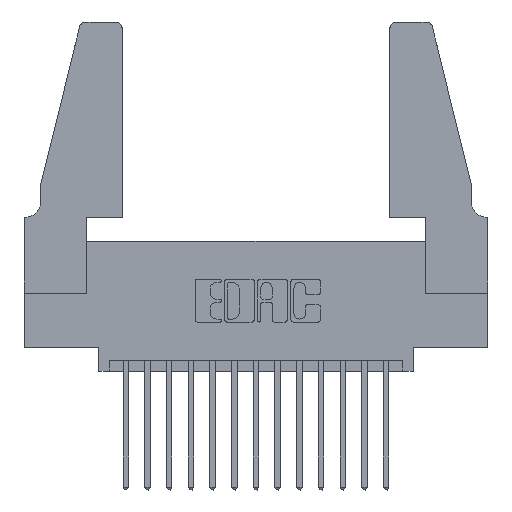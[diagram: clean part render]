
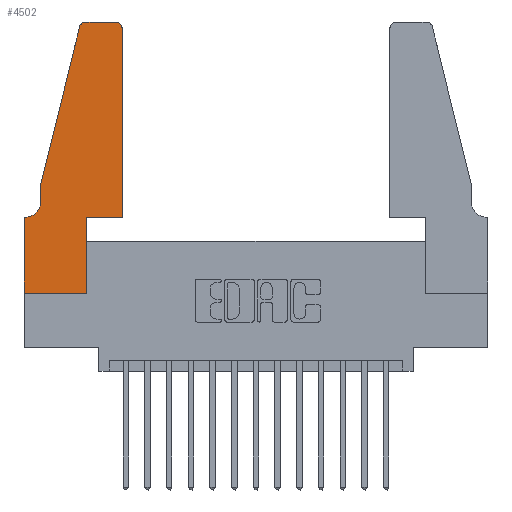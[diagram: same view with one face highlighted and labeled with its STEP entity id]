
A CAD part, top view. The second image highlights one B-rep face of the part: STEP entity #4502.
In plain terms, the highlighted planar face has unit normal (0, 0, 1).
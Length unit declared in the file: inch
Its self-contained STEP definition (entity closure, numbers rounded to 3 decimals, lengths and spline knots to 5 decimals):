
#301 = ORIENTED_EDGE ( 'NONE', *, *, #2183, .T. ) ;
#575 = DIRECTION ( 'NONE',  ( 0., 1., 0. ) ) ;
#860 = DIRECTION ( 'NONE',  ( 0., 0., 1. ) ) ;
#986 = VERTEX_POINT ( 'NONE', #6727 ) ;
#1038 = CIRCLE ( 'NONE', #13732, 0.03 ) ;
#1196 = CIRCLE ( 'NONE', #10785, 0.03 ) ;
#1298 = VECTOR ( 'NONE', #11312, 39.37008 ) ;
#1472 = CARTESIAN_POINT ( 'NONE',  ( 0.2865, 0.35, 0.37 ) ) ;
#1865 = CARTESIAN_POINT ( 'NONE',  ( 0.2865, 0.35, 0.37 ) ) ;
#2035 = LINE ( 'NONE', #9874, #8584 ) ;
#2067 = VERTEX_POINT ( 'NONE', #15650 ) ;
#2183 = EDGE_CURVE ( 'NONE', #8313, #6377, #2035, .T. ) ;
#2197 = DIRECTION ( 'NONE',  ( 0., 0., 1. ) ) ;
#2491 = EDGE_CURVE ( 'NONE', #12338, #3857, #7988, .T. ) ;
#2515 = EDGE_CURVE ( 'NONE', #6377, #13762, #13617, .T. ) ;
#2788 = EDGE_CURVE ( 'NONE', #15281, #11172, #11768, .T. ) ;
#2803 = LINE ( 'NONE', #7297, #5902 ) ;
#2837 = DIRECTION ( 'NONE',  ( 1., 0., 0. ) ) ;
#2915 = CARTESIAN_POINT ( 'NONE',  ( 0.2605, 1.25, 0.37 ) ) ;
#3007 = EDGE_CURVE ( 'NONE', #10071, #12338, #4960, .T. ) ;
#3225 = CARTESIAN_POINT ( 'NONE',  ( 0.0055, 0.42, 0.37 ) ) ;
#3857 = VERTEX_POINT ( 'NONE', #5404 ) ;
#3902 = EDGE_CURVE ( 'NONE', #5946, #14251, #4464, .T. ) ;
#4039 = ORIENTED_EDGE ( 'NONE', *, *, #2515, .T. ) ;
#4275 = CIRCLE ( 'NONE', #9954, 0.07 ) ;
#4283 = DIRECTION ( 'NONE',  ( -1., 0., 0. ) ) ;
#4375 = VECTOR ( 'NONE', #575, 39.37008 ) ;
#4464 = LINE ( 'NONE', #2915, #10754 ) ;
#4472 = ORIENTED_EDGE ( 'NONE', *, *, #2788, .T. ) ;
#4502 = ADVANCED_FACE ( 'NONE', ( #15932 ), #16369, .T. ) ;
#4577 = DIRECTION ( 'NONE',  ( -1., 0., 0. ) ) ;
#4874 = ORIENTED_EDGE ( 'NONE', *, *, #15574, .T. ) ;
#4899 = DIRECTION ( 'NONE',  ( 1., 0., 0. ) ) ;
#4960 = LINE ( 'NONE', #7635, #1298 ) ;
#5404 = CARTESIAN_POINT ( 'NONE',  ( 0.0755, 0.42, 0.37 ) ) ;
#5464 = ORIENTED_EDGE ( 'NONE', *, *, #7515, .T. ) ;
#5659 = CARTESIAN_POINT ( 'NONE',  ( 0.4505, 0.35, 0.37 ) ) ;
#5809 = CARTESIAN_POINT ( 'NONE',  ( 0.284, 1.25, 0.37 ) ) ;
#5902 = VECTOR ( 'NONE', #8558, 39.37008 ) ;
#5946 = VERTEX_POINT ( 'NONE', #6763 ) ;
#5993 = EDGE_LOOP ( 'NONE', ( #11666, #5464, #8847, #9237, #12796, #6680, #10009, #301, #4039, #10763, #4472, #4874 ) ) ;
#6377 = VERTEX_POINT ( 'NONE', #12471 ) ;
#6680 = ORIENTED_EDGE ( 'NONE', *, *, #6950, .T. ) ;
#6727 = CARTESIAN_POINT ( 'NONE',  ( 0., 0.35, 0.37 ) ) ;
#6763 = CARTESIAN_POINT ( 'NONE',  ( 0.4205, 1.25, 0.37 ) ) ;
#6812 = DIRECTION ( 'NONE',  ( 0., -1., 0. ) ) ;
#6950 = EDGE_CURVE ( 'NONE', #2067, #986, #10477, .T. ) ;
#7297 = CARTESIAN_POINT ( 'NONE',  ( 0.4505, 0.35, 0.37 ) ) ;
#7307 = DIRECTION ( 'NONE',  ( -1., 0., 0. ) ) ;
#7313 = CARTESIAN_POINT ( 'NONE',  ( 0.4505, 0.35, 0.37 ) ) ;
#7515 = EDGE_CURVE ( 'NONE', #14251, #10071, #1038, .T. ) ;
#7635 = CARTESIAN_POINT ( 'NONE',  ( 0.0755, 0.5, 0.37 ) ) ;
#7988 = LINE ( 'NONE', #14054, #11592 ) ;
#8313 = VERTEX_POINT ( 'NONE', #15474 ) ;
#8558 = DIRECTION ( 'NONE',  ( 1., 0., 0. ) ) ;
#8584 = VECTOR ( 'NONE', #4899, 39.37008 ) ;
#8691 = DIRECTION ( 'NONE',  ( 0., -1., 0. ) ) ;
#8819 = CARTESIAN_POINT ( 'NONE',  ( 0.4205, 1.22, 0.37 ) ) ;
#8847 = ORIENTED_EDGE ( 'NONE', *, *, #3007, .T. ) ;
#8951 = LINE ( 'NONE', #12276, #15287 ) ;
#9237 = ORIENTED_EDGE ( 'NONE', *, *, #2491, .T. ) ;
#9277 = CARTESIAN_POINT ( 'NONE',  ( 0., 0.35, 0.37 ) ) ;
#9874 = CARTESIAN_POINT ( 'NONE',  ( 0., 0., 0.37 ) ) ;
#9882 = EDGE_CURVE ( 'NONE', #986, #8313, #8951, .T. ) ;
#9948 = CARTESIAN_POINT ( 'NONE',  ( 0.284, 1.22, 0.37 ) ) ;
#9954 = AXIS2_PLACEMENT_3D ( 'NONE', #3225, #12022, #4577 ) ;
#10009 = ORIENTED_EDGE ( 'NONE', *, *, #9882, .T. ) ;
#10051 = DIRECTION ( 'NONE',  ( 1., 0., 0. ) ) ;
#10071 = VERTEX_POINT ( 'NONE', #11470 ) ;
#10477 = LINE ( 'NONE', #15733, #16415 ) ;
#10493 = VECTOR ( 'NONE', #12936, 39.37008 ) ;
#10512 = DIRECTION ( 'NONE',  ( 0., 0., 1. ) ) ;
#10754 = VECTOR ( 'NONE', #4283, 39.37008 ) ;
#10763 = ORIENTED_EDGE ( 'NONE', *, *, #12649, .T. ) ;
#10785 = AXIS2_PLACEMENT_3D ( 'NONE', #8819, #860, #10051 ) ;
#11147 = DIRECTION ( 'NONE',  ( 1., 0., 0. ) ) ;
#11172 = VERTEX_POINT ( 'NONE', #13815 ) ;
#11312 = DIRECTION ( 'NONE',  ( -0.239, -0.971, 0. ) ) ;
#11470 = CARTESIAN_POINT ( 'NONE',  ( 0.25487, 1.22718, 0.37 ) ) ;
#11592 = VECTOR ( 'NONE', #6812, 39.37008 ) ;
#11666 = ORIENTED_EDGE ( 'NONE', *, *, #3902, .T. ) ;
#11768 = LINE ( 'NONE', #7313, #4375 ) ;
#12022 = DIRECTION ( 'NONE',  ( 0., 0., -1. ) ) ;
#12276 = CARTESIAN_POINT ( 'NONE',  ( 0., 0., 0.37 ) ) ;
#12338 = VERTEX_POINT ( 'NONE', #12499 ) ;
#12471 = CARTESIAN_POINT ( 'NONE',  ( 0.2865, 0., 0.37 ) ) ;
#12499 = CARTESIAN_POINT ( 'NONE',  ( 0.0755, 0.5, 0.37 ) ) ;
#12649 = EDGE_CURVE ( 'NONE', #13762, #15281, #2803, .T. ) ;
#12796 = ORIENTED_EDGE ( 'NONE', *, *, #13189, .T. ) ;
#12936 = DIRECTION ( 'NONE',  ( 0., 1., 0. ) ) ;
#13189 = EDGE_CURVE ( 'NONE', #3857, #2067, #4275, .T. ) ;
#13617 = LINE ( 'NONE', #1472, #10493 ) ;
#13732 = AXIS2_PLACEMENT_3D ( 'NONE', #9948, #2197, #11147 ) ;
#13762 = VERTEX_POINT ( 'NONE', #1865 ) ;
#13815 = CARTESIAN_POINT ( 'NONE',  ( 0.4505, 1.22, 0.37 ) ) ;
#14054 = CARTESIAN_POINT ( 'NONE',  ( 0.0755, 0.5, 0.37 ) ) ;
#14251 = VERTEX_POINT ( 'NONE', #5809 ) ;
#14822 = AXIS2_PLACEMENT_3D ( 'NONE', #9277, #10512, #2837 ) ;
#15281 = VERTEX_POINT ( 'NONE', #5659 ) ;
#15287 = VECTOR ( 'NONE', #8691, 39.37008 ) ;
#15474 = CARTESIAN_POINT ( 'NONE',  ( 0., 0., 0.37 ) ) ;
#15574 = EDGE_CURVE ( 'NONE', #11172, #5946, #1196, .T. ) ;
#15650 = CARTESIAN_POINT ( 'NONE',  ( 0.0055, 0.35, 0.37 ) ) ;
#15733 = CARTESIAN_POINT ( 'NONE',  ( 0.0755, 0.35, 0.37 ) ) ;
#15932 = FACE_OUTER_BOUND ( 'NONE', #5993, .T. ) ;
#16369 = PLANE ( 'NONE',  #14822 ) ;
#16415 = VECTOR ( 'NONE', #7307, 39.37008 ) ;
